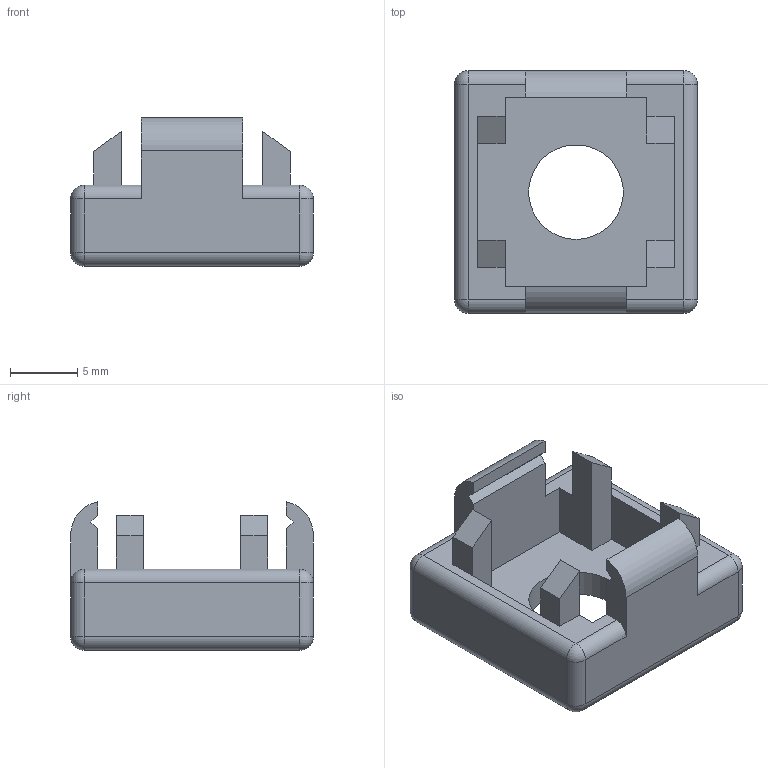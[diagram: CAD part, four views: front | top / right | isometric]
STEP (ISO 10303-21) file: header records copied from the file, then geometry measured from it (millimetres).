
FILE_DESCRIPTION(('HOOPS Exchange Step'),'2;1');
FILE_NAME('temp_export','2023-07-30T21:54:29+20:00',('jscotto'),('Shapr3D Limited'),'HOOPS Exchange 2023.1','Shapr3D','Authorized');
FILE_SCHEMA( ('AUTOMOTIVE_DESIGN { 1 0 10303 214 1 1 1 1 }') );
Length unit declared in the file: millimetre
Products named in the file (1): Cherry
Bounding box: 18 x 18 x 11 mm (x, y, z)
Volume: 1310.5 mm3; surface area: 1494 mm2
Topology: 1 solids, 1 shells, 67 faces, 179 edges, 106 vertices
Faces by surface type: plane 42, cylinder 17, sphere 8
Full cylindrical faces by diameter (mm): 7 x1
Entity records: 2016 total; most frequent: CARTESIAN_POINT 345, DIRECTION 342, ORIENTED_EDGE 342, EDGE_CURVE 171, VECTOR 136, LINE 136, VERTEX_POINT 106, AXIS2_PLACEMENT_3D 103
